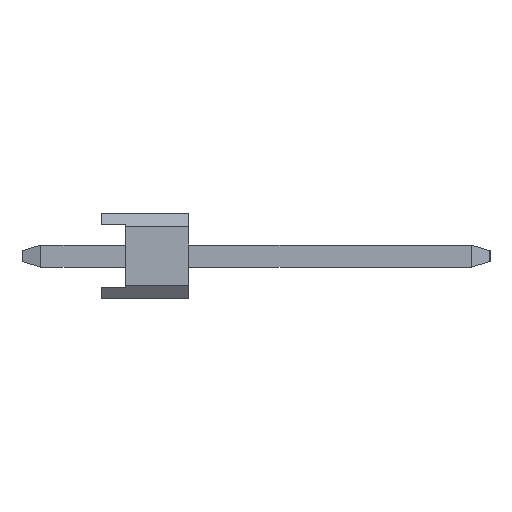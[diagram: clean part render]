
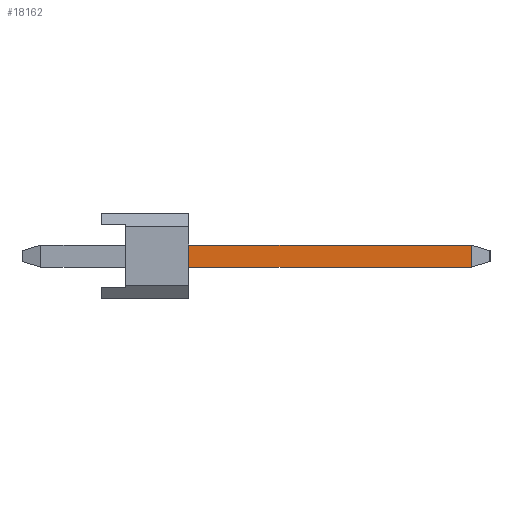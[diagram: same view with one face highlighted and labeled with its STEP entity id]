
A CAD part, left-side view. The second image highlights one B-rep face of the part: STEP entity #18162.
In plain terms, the highlighted planar face has unit normal (-1, 0, 0).
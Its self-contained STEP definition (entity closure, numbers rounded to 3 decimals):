
#7598=EDGE_CURVE('',#11938,#16488,#20042,.T.);
#9748=EDGE_CURVE('',#16488,#11272,#22408,.T.);
#10658=VERTEX_POINT('',#23408);
#10688=EDGE_CURVE('',#11272,#10658,#23444,.T.);
#11272=VERTEX_POINT('',#24087);
#11938=VERTEX_POINT('',#24819);
#14350=EDGE_CURVE('',#10658,#11938,#27475,.T.);
#16488=VERTEX_POINT('',#29919);
#18162=ADVANCED_FACE('',(#31736),#31737,.T.);
#20042=LINE('',#34404,#34405);
#22408=LINE('',#37808,#37809);
#23408=CARTESIAN_POINT('',(-49.85,-10.744,0.32));
#23444=LINE('',#39316,#39317);
#24087=CARTESIAN_POINT('',(-49.85,-2.54,0.32));
#24819=CARTESIAN_POINT('',(-49.85,-10.744,-0.32));
#27475=LINE('',#45141,#45142);
#29919=CARTESIAN_POINT('',(-49.85,-2.54,-0.32));
#31736=FACE_OUTER_BOUND('',#51219,.T.);
#31737=PLANE('',#51220);
#34404=CARTESIAN_POINT('',(-49.85,1.764,-0.32));
#34405=VECTOR('',#53167,1.0);
#37808=CARTESIAN_POINT('',(-49.85,-2.54,0.252));
#37809=VECTOR('',#55470,1.0);
#39316=CARTESIAN_POINT('',(-49.85,-4.49,0.32));
#39317=VECTOR('',#56490,1.0);
#45141=CARTESIAN_POINT('',(-49.85,-10.744,0.5));
#45142=VECTOR('',#60455,1.0);
#51219=EDGE_LOOP('',(#65355,#65356,#65357,#65358));
#51220=AXIS2_PLACEMENT_3D('',#65359,#65360,#65361);
#53167=DIRECTION('',(0.,1.0,0.));
#55470=DIRECTION('',(0.,0.,1.0));
#56490=DIRECTION('',(0.,-1.0,0.));
#60455=DIRECTION('',(0.0,0.,-1.0));
#65355=ORIENTED_EDGE('',*,*,#9748,.F.);
#65356=ORIENTED_EDGE('',*,*,#7598,.F.);
#65357=ORIENTED_EDGE('',*,*,#14350,.F.);
#65358=ORIENTED_EDGE('',*,*,#10688,.F.);
#65359=CARTESIAN_POINT('',(-49.85,1.764,0.5));
#65360=DIRECTION('',(-1.0,0.,0.));
#65361=DIRECTION('',(0.,1.0,0.));
